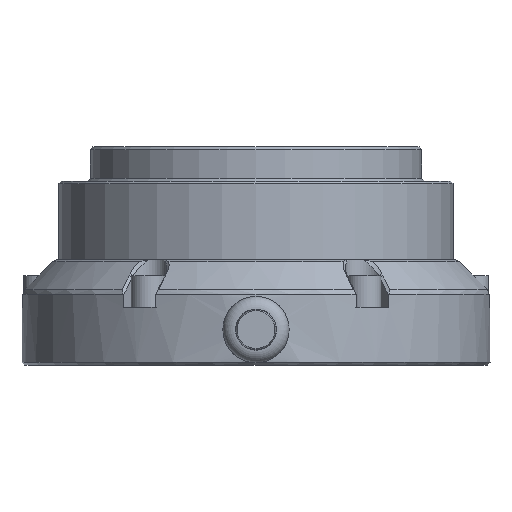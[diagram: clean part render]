
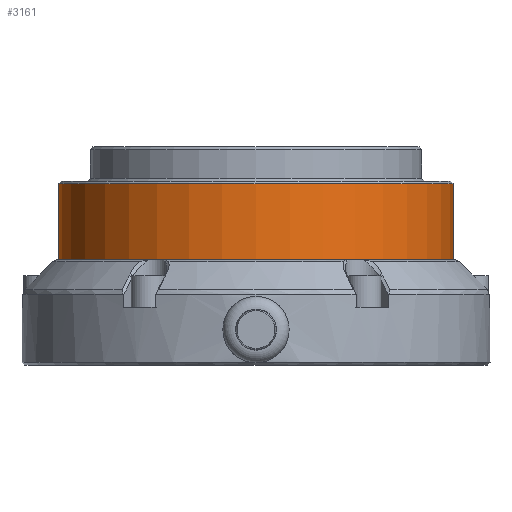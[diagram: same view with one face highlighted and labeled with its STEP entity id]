
A CAD part, front view. The second image highlights one B-rep face of the part: STEP entity #3161.
In plain terms, the highlighted cylindrical face has radius 37.5 mm (diameter 75 mm), a full revolution.
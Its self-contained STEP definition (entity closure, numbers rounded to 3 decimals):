
#300=FACE_OUTER_BOUND('',#500,.T.);
#500=EDGE_LOOP('',(#2556,#2557,#2558,#2559,#2560,#2561,#2562,#2563,#2564));
#766=CIRCLE('',#3322,37.5);
#775=CIRCLE('',#3337,37.5);
#783=CIRCLE('',#3351,37.5);
#813=CIRCLE('',#3398,37.5);
#821=CIRCLE('',#3414,37.5);
#823=CIRCLE('',#3418,37.5);
#824=CIRCLE('',#3419,37.5);
#946=LINE('',#6195,#1170);
#1170=VECTOR('',#3889,37.5);
#1361=VERTEX_POINT('',#4740);
#1362=VERTEX_POINT('',#4742);
#1389=VERTEX_POINT('',#5033);
#1413=VERTEX_POINT('',#5315);
#1439=VERTEX_POINT('',#5600);
#1490=VERTEX_POINT('',#6157);
#1498=VERTEX_POINT('',#6188);
#1670=EDGE_CURVE('',#1361,#1362,#766,.T.);
#1709=EDGE_CURVE('',#1362,#1389,#775,.T.);
#1745=EDGE_CURVE('',#1389,#1413,#783,.T.);
#1867=EDGE_CURVE('',#1490,#1439,#813,.T.);
#1882=EDGE_CURVE('',#1498,#1498,#821,.T.);
#1884=EDGE_CURVE('',#1498,#1413,#946,.T.);
#1885=EDGE_CURVE('',#1439,#1361,#823,.T.);
#1886=EDGE_CURVE('',#1413,#1490,#824,.T.);
#2556=ORIENTED_EDGE('',*,*,#1882,.F.);
#2557=ORIENTED_EDGE('',*,*,#1884,.T.);
#2558=ORIENTED_EDGE('',*,*,#1745,.F.);
#2559=ORIENTED_EDGE('',*,*,#1709,.F.);
#2560=ORIENTED_EDGE('',*,*,#1670,.F.);
#2561=ORIENTED_EDGE('',*,*,#1885,.F.);
#2562=ORIENTED_EDGE('',*,*,#1867,.F.);
#2563=ORIENTED_EDGE('',*,*,#1886,.F.);
#2564=ORIENTED_EDGE('',*,*,#1884,.F.);
#3071=CYLINDRICAL_SURFACE('',#3417,37.5);
#3161=ADVANCED_FACE('',(#300),#3071,.T.);
#3322=AXIS2_PLACEMENT_3D('',#4743,#3640,#3641);
#3337=AXIS2_PLACEMENT_3D('',#5034,#3678,#3679);
#3351=AXIS2_PLACEMENT_3D('',#5316,#3714,#3715);
#3398=AXIS2_PLACEMENT_3D('',#6159,#3842,#3843);
#3414=AXIS2_PLACEMENT_3D('',#6190,#3881,#3882);
#3417=AXIS2_PLACEMENT_3D('',#6194,#3887,#3888);
#3418=AXIS2_PLACEMENT_3D('',#6196,#3890,#3891);
#3419=AXIS2_PLACEMENT_3D('',#6197,#3892,#3893);
#3640=DIRECTION('center_axis',(0.,0.,-1.));
#3641=DIRECTION('ref_axis',(-1.,0.,0.));
#3678=DIRECTION('center_axis',(0.,0.,-1.));
#3679=DIRECTION('ref_axis',(-1.,0.,0.));
#3714=DIRECTION('center_axis',(0.,0.,-1.));
#3715=DIRECTION('ref_axis',(-1.,0.,0.));
#3842=DIRECTION('center_axis',(0.,0.,-1.));
#3843=DIRECTION('ref_axis',(-1.,0.,0.));
#3881=DIRECTION('center_axis',(0.,0.,1.));
#3882=DIRECTION('ref_axis',(-1.,0.,0.));
#3887=DIRECTION('center_axis',(0.,0.,1.));
#3888=DIRECTION('ref_axis',(-1.,0.,0.));
#3889=DIRECTION('',(0.,0.,-1.));
#3890=DIRECTION('center_axis',(0.,0.,-1.));
#3891=DIRECTION('ref_axis',(-1.,0.,0.));
#3892=DIRECTION('center_axis',(0.,0.,-1.));
#3893=DIRECTION('ref_axis',(-1.,0.,0.));
#4740=CARTESIAN_POINT('',(-37.5,0.,20.));
#4742=CARTESIAN_POINT('',(-18.75,32.476,20.));
#4743=CARTESIAN_POINT('Origin',(0.,0.,20.));
#5033=CARTESIAN_POINT('',(18.75,32.476,20.));
#5034=CARTESIAN_POINT('Origin',(0.,0.,20.));
#5315=CARTESIAN_POINT('',(37.5,0.,20.));
#5316=CARTESIAN_POINT('Origin',(0.,0.,20.));
#5600=CARTESIAN_POINT('',(-18.75,-32.476,20.));
#6157=CARTESIAN_POINT('',(18.75,-32.476,20.));
#6159=CARTESIAN_POINT('Origin',(0.,0.,20.));
#6188=CARTESIAN_POINT('',(37.5,0.,34.5));
#6190=CARTESIAN_POINT('Origin',(0.,0.,34.5));
#6194=CARTESIAN_POINT('Origin',(0.,0.,20.));
#6195=CARTESIAN_POINT('',(37.5,0.,20.));
#6196=CARTESIAN_POINT('Origin',(0.,0.,20.));
#6197=CARTESIAN_POINT('Origin',(0.,0.,20.));
